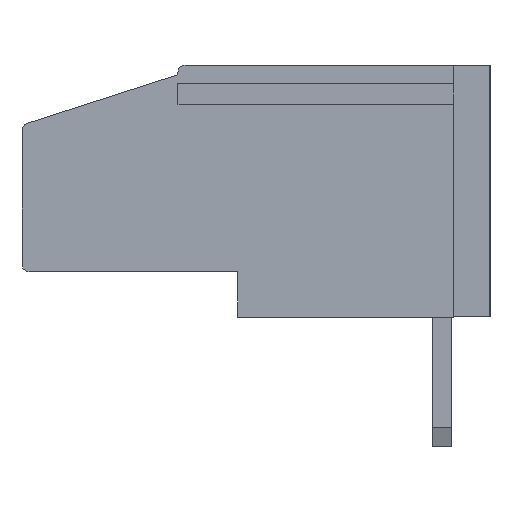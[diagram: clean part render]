
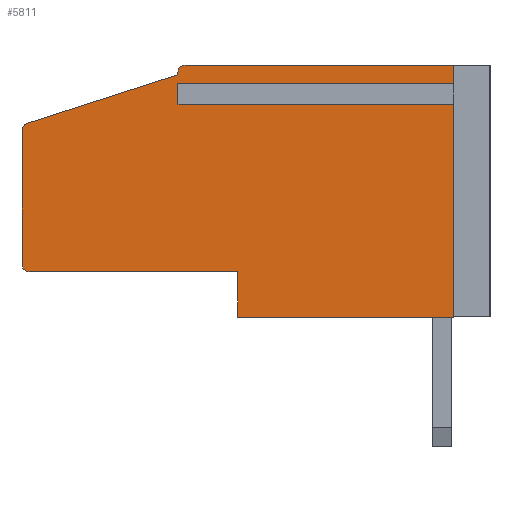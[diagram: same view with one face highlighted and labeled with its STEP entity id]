
A CAD part, left-side view. The second image highlights one B-rep face of the part: STEP entity #5811.
In plain terms, the highlighted planar face has unit normal (-1, 0, 0).
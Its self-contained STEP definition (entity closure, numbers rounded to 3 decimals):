
#172 = CARTESIAN_POINT ( 'NONE',  ( 0., 19.292, 8.067 ) ) ;
#324 = DIRECTION ( 'NONE',  ( 0., 0., -1. ) ) ;
#906 = LINE ( 'NONE', #25218, #8621 ) ;
#1115 = VECTOR ( 'NONE', #12393, 1000. ) ;
#1168 = CARTESIAN_POINT ( 'NONE',  ( 0., 19.5, 7.782 ) ) ;
#1182 = DIRECTION ( 'NONE',  ( 0., 0., -1. ) ) ;
#1298 = VERTEX_POINT ( 'NONE', #36162 ) ;
#1799 = AXIS2_PLACEMENT_3D ( 'NONE', #25482, #7641, #1182 ) ;
#1819 = VECTOR ( 'NONE', #24463, 1000. ) ;
#2472 = VECTOR ( 'NONE', #15473, 1000. ) ;
#2662 = EDGE_CURVE ( 'NONE', #1298, #13452, #18888, .T. ) ;
#2801 = ORIENTED_EDGE ( 'NONE', *, *, #11280, .F. ) ;
#3437 = DIRECTION ( 'NONE',  ( 1., 0., 0. ) ) ;
#3522 = ORIENTED_EDGE ( 'NONE', *, *, #32278, .F. ) ;
#3686 = CARTESIAN_POINT ( 'NONE',  ( 0., 12.7, 10.2 ) ) ;
#4778 = DIRECTION ( 'NONE',  ( -1., 0., 0. ) ) ;
#5085 = EDGE_CURVE ( 'NONE', #15164, #29790, #906, .T. ) ;
#5566 = CARTESIAN_POINT ( 'NONE',  ( 0., 10.5, 0. ) ) ;
#5673 = ORIENTED_EDGE ( 'NONE', *, *, #21717, .F. ) ;
#5720 = DIRECTION ( 'NONE',  ( 0., -0.952, 0.307 ) ) ;
#5811 = ADVANCED_FACE ( 'NONE', ( #20908 ), #9946, .F. ) ;
#6113 = VERTEX_POINT ( 'NONE', #22636 ) ;
#6237 = CARTESIAN_POINT ( 'NONE',  ( 0., 10.5, 1.9 ) ) ;
#6914 = VECTOR ( 'NONE', #32184, 1000. ) ;
#7030 = VECTOR ( 'NONE', #11674, 1000. ) ;
#7641 = DIRECTION ( 'NONE',  ( -1., 0., 0. ) ) ;
#7677 = VERTEX_POINT ( 'NONE', #10274 ) ;
#8062 = CIRCLE ( 'NONE', #21150, 0.3 ) ;
#8232 = VERTEX_POINT ( 'NONE', #172 ) ;
#8237 = ORIENTED_EDGE ( 'NONE', *, *, #27046, .F. ) ;
#8291 = CARTESIAN_POINT ( 'NONE',  ( 0., 19.2, 2.2 ) ) ;
#8621 = VECTOR ( 'NONE', #35866, 1000. ) ;
#8652 = AXIS2_PLACEMENT_3D ( 'NONE', #14303, #3437, #17918 ) ;
#9299 = VERTEX_POINT ( 'NONE', #1168 ) ;
#9946 = PLANE ( 'NONE',  #8652 ) ;
#10266 = CARTESIAN_POINT ( 'NONE',  ( 0., 10.5, 1.9 ) ) ;
#10274 = CARTESIAN_POINT ( 'NONE',  ( 0., 13., 10.1 ) ) ;
#10682 = VECTOR ( 'NONE', #35042, 1000. ) ;
#11162 = DIRECTION ( 'NONE',  ( 0., -1., 0. ) ) ;
#11280 = EDGE_CURVE ( 'NONE', #16012, #13452, #32879, .T. ) ;
#11417 = VERTEX_POINT ( 'NONE', #41696 ) ;
#11453 = VECTOR ( 'NONE', #43970, 1000. ) ;
#11674 = DIRECTION ( 'NONE',  ( 0., 0., -1. ) ) ;
#12393 = DIRECTION ( 'NONE',  ( 0., 0., 1. ) ) ;
#12614 = EDGE_CURVE ( 'NONE', #22418, #34162, #23026, .T. ) ;
#13452 = VERTEX_POINT ( 'NONE', #41494 ) ;
#14054 = VECTOR ( 'NONE', #42721, 1000. ) ;
#14303 = CARTESIAN_POINT ( 'NONE',  ( 0., 19.5, 10.5 ) ) ;
#14914 = LINE ( 'NONE', #28842, #14054 ) ;
#15164 = VERTEX_POINT ( 'NONE', #6237 ) ;
#15473 = DIRECTION ( 'NONE',  ( 0., -1., 0. ) ) ;
#15570 = VECTOR ( 'NONE', #17408, 1000. ) ;
#15786 = CARTESIAN_POINT ( 'NONE',  ( 0., 19.2, 1.9 ) ) ;
#16012 = VERTEX_POINT ( 'NONE', #21127 ) ;
#16151 = VECTOR ( 'NONE', #5720, 1000. ) ;
#16498 = LINE ( 'NONE', #44330, #16151 ) ;
#17146 = LINE ( 'NONE', #10266, #1819 ) ;
#17188 = LINE ( 'NONE', #20597, #15570 ) ;
#17408 = DIRECTION ( 'NONE',  ( 0., 0., -1. ) ) ;
#17577 = LINE ( 'NONE', #28794, #6914 ) ;
#17918 = DIRECTION ( 'NONE',  ( 0., 0., -1. ) ) ;
#18207 = ORIENTED_EDGE ( 'NONE', *, *, #12614, .F. ) ;
#18284 = EDGE_CURVE ( 'NONE', #44253, #29334, #21894, .T. ) ;
#18756 = ORIENTED_EDGE ( 'NONE', *, *, #19407, .T. ) ;
#18888 = LINE ( 'NONE', #32790, #2472 ) ;
#19407 = EDGE_CURVE ( 'NONE', #6113, #36761, #41055, .T. ) ;
#19733 = ORIENTED_EDGE ( 'NONE', *, *, #31532, .T. ) ;
#20597 = CARTESIAN_POINT ( 'NONE',  ( 0., 13., 9.502 ) ) ;
#20705 = CARTESIAN_POINT ( 'NONE',  ( 0., 19.5, 10.5 ) ) ;
#20908 = FACE_OUTER_BOUND ( 'NONE', #44411, .T. ) ;
#21073 = CARTESIAN_POINT ( 'NONE',  ( 0., 13., 10.2 ) ) ;
#21127 = CARTESIAN_POINT ( 'NONE',  ( 0., 1.5, 10.5 ) ) ;
#21150 = AXIS2_PLACEMENT_3D ( 'NONE', #8291, #4778, #32231 ) ;
#21717 = EDGE_CURVE ( 'NONE', #7677, #36761, #17577, .T. ) ;
#21894 = LINE ( 'NONE', #39442, #26189 ) ;
#22019 = EDGE_CURVE ( 'NONE', #44253, #15164, #17146, .T. ) ;
#22418 = VERTEX_POINT ( 'NONE', #23836 ) ;
#22636 = CARTESIAN_POINT ( 'NONE',  ( 0., 12.7, 10.5 ) ) ;
#22880 = CARTESIAN_POINT ( 'NONE',  ( 0., 19.5, 10.5 ) ) ;
#23026 = LINE ( 'NONE', #33015, #11453 ) ;
#23636 = AXIS2_PLACEMENT_3D ( 'NONE', #3686, #38239, #324 ) ;
#23836 = CARTESIAN_POINT ( 'NONE',  ( 0., 13., 9.098 ) ) ;
#24463 = DIRECTION ( 'NONE',  ( 0., 0., 1. ) ) ;
#24465 = ORIENTED_EDGE ( 'NONE', *, *, #37276, .F. ) ;
#25006 = ORIENTED_EDGE ( 'NONE', *, *, #42377, .F. ) ;
#25218 = CARTESIAN_POINT ( 'NONE',  ( 0., 19.5, 1.9 ) ) ;
#25482 = CARTESIAN_POINT ( 'NONE',  ( 0., 19.2, 7.782 ) ) ;
#25552 = ORIENTED_EDGE ( 'NONE', *, *, #37768, .F. ) ;
#26021 = CIRCLE ( 'NONE', #1799, 0.3 ) ;
#26189 = VECTOR ( 'NONE', #11162, 1000. ) ;
#27046 = EDGE_CURVE ( 'NONE', #34162, #29334, #14914, .T. ) ;
#28794 = CARTESIAN_POINT ( 'NONE',  ( 0., 13., 10.1 ) ) ;
#28842 = CARTESIAN_POINT ( 'NONE',  ( 0., 1.5, 10.5 ) ) ;
#29334 = VERTEX_POINT ( 'NONE', #35842 ) ;
#29790 = VERTEX_POINT ( 'NONE', #15786 ) ;
#30341 = ORIENTED_EDGE ( 'NONE', *, *, #44615, .T. ) ;
#31055 = ORIENTED_EDGE ( 'NONE', *, *, #18284, .T. ) ;
#31532 = EDGE_CURVE ( 'NONE', #11417, #29790, #8062, .T. ) ;
#31536 = CARTESIAN_POINT ( 'NONE',  ( 0., 1.5, 9.098 ) ) ;
#32184 = DIRECTION ( 'NONE',  ( 0., 0., 1. ) ) ;
#32231 = DIRECTION ( 'NONE',  ( 0., 0., -1. ) ) ;
#32278 = EDGE_CURVE ( 'NONE', #8232, #7677, #16498, .T. ) ;
#32450 = LINE ( 'NONE', #22880, #1115 ) ;
#32790 = CARTESIAN_POINT ( 'NONE',  ( 0., 13., 9.502 ) ) ;
#32841 = ORIENTED_EDGE ( 'NONE', *, *, #22019, .F. ) ;
#32879 = LINE ( 'NONE', #39737, #7030 ) ;
#33015 = CARTESIAN_POINT ( 'NONE',  ( 0., 13., 9.098 ) ) ;
#33904 = ORIENTED_EDGE ( 'NONE', *, *, #5085, .F. ) ;
#34162 = VERTEX_POINT ( 'NONE', #31536 ) ;
#34373 = LINE ( 'NONE', #20705, #10682 ) ;
#35042 = DIRECTION ( 'NONE',  ( 0., -1., 0. ) ) ;
#35735 = ORIENTED_EDGE ( 'NONE', *, *, #2662, .T. ) ;
#35842 = CARTESIAN_POINT ( 'NONE',  ( 0., 1.5, 0. ) ) ;
#35866 = DIRECTION ( 'NONE',  ( 0., 1., 0. ) ) ;
#36162 = CARTESIAN_POINT ( 'NONE',  ( 0., 13., 9.502 ) ) ;
#36761 = VERTEX_POINT ( 'NONE', #21073 ) ;
#37276 = EDGE_CURVE ( 'NONE', #11417, #9299, #32450, .T. ) ;
#37768 = EDGE_CURVE ( 'NONE', #6113, #16012, #34373, .T. ) ;
#38239 = DIRECTION ( 'NONE',  ( -1., 0., 0. ) ) ;
#39442 = CARTESIAN_POINT ( 'NONE',  ( 0., 19.5, 0. ) ) ;
#39737 = CARTESIAN_POINT ( 'NONE',  ( 0., 1.5, 10.5 ) ) ;
#41055 = CIRCLE ( 'NONE', #23636, 0.3 ) ;
#41494 = CARTESIAN_POINT ( 'NONE',  ( 0., 1.5, 9.502 ) ) ;
#41696 = CARTESIAN_POINT ( 'NONE',  ( 0., 19.5, 2.2 ) ) ;
#42377 = EDGE_CURVE ( 'NONE', #1298, #22418, #17188, .T. ) ;
#42721 = DIRECTION ( 'NONE',  ( 0., 0., -1. ) ) ;
#43970 = DIRECTION ( 'NONE',  ( 0., -1., 0. ) ) ;
#44253 = VERTEX_POINT ( 'NONE', #5566 ) ;
#44330 = CARTESIAN_POINT ( 'NONE',  ( 0., 19.5, 8. ) ) ;
#44411 = EDGE_LOOP ( 'NONE', ( #24465, #19733, #33904, #32841, #31055, #8237, #18207, #25006, #35735, #2801, #25552, #18756, #5673, #3522, #30341 ) ) ;
#44615 = EDGE_CURVE ( 'NONE', #8232, #9299, #26021, .T. ) ;
